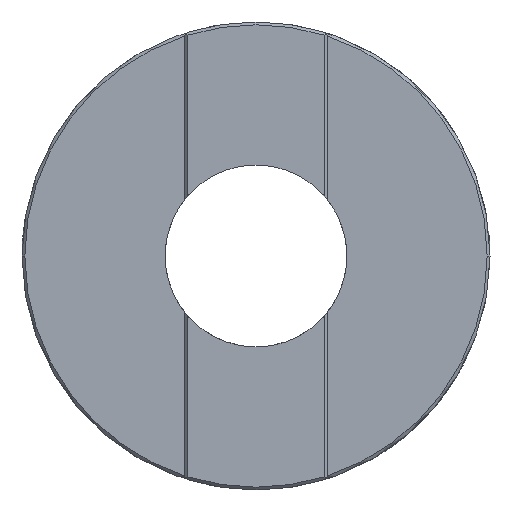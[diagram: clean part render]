
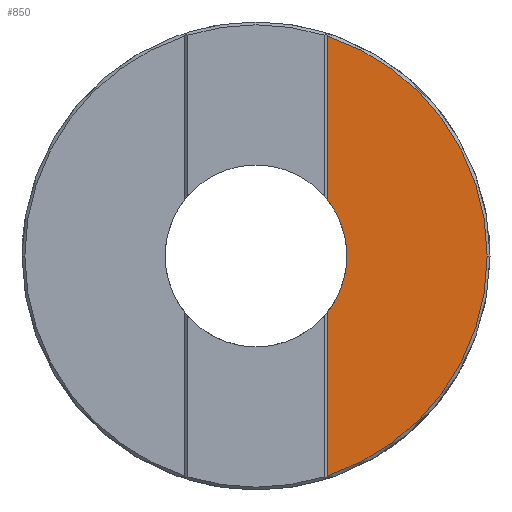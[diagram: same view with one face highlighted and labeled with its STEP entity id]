
A CAD part, left-side view. The second image highlights one B-rep face of the part: STEP entity #850.
In plain terms, the highlighted planar face has unit normal (-1, 0, 0).
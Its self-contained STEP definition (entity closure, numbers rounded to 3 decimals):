
#17 = FACE_OUTER_BOUND ( 'NONE', #470, .T. ) ;
#51 = CIRCLE ( 'NONE', #1069, 8. ) ;
#112 = DIRECTION ( 'NONE',  ( 0., 0., 1. ) ) ;
#266 = CARTESIAN_POINT ( 'NONE',  ( 32.994, 0., 0. ) ) ;
#287 = DIRECTION ( 'NONE',  ( -1., 0., 0. ) ) ;
#298 = DIRECTION ( 'NONE',  ( 0., 1., 0. ) ) ;
#385 = CARTESIAN_POINT ( 'NONE',  ( 32.994, 0., 0. ) ) ;
#470 = EDGE_LOOP ( 'NONE', ( #922, #924, #928, #931, #940 ) ) ;
#703 = VERTEX_POINT ( 'NONE', #1171 ) ;
#726 = AXIS2_PLACEMENT_3D ( 'NONE', #385, #1203, #1436 ) ;
#750 = EDGE_CURVE ( 'NONE', #1717, #1628, #51, .T. ) ;
#778 = CARTESIAN_POINT ( 'NONE',  ( 32.994, -6.261, -19.331 ) ) ;
#850 = ADVANCED_FACE ( 'NONE', ( #17 ), #1028, .T. ) ;
#882 = CARTESIAN_POINT ( 'NONE',  ( 32.994, -6.261, -19.331 ) ) ;
#916 = AXIS2_PLACEMENT_3D ( 'NONE', #1294, #1296, #1299 ) ;
#922 = ORIENTED_EDGE ( 'NONE', *, *, #1821, .F. ) ;
#924 = ORIENTED_EDGE ( 'NONE', *, *, #750, .F. ) ;
#928 = ORIENTED_EDGE ( 'NONE', *, *, #1794, .F. ) ;
#931 = ORIENTED_EDGE ( 'NONE', *, *, #1324, .T. ) ;
#940 = ORIENTED_EDGE ( 'NONE', *, *, #1829, .T. ) ;
#980 = AXIS2_PLACEMENT_3D ( 'NONE', #1017, #1029, #1030 ) ;
#1017 = CARTESIAN_POINT ( 'NONE',  ( 32.994, 0., 0. ) ) ;
#1028 = PLANE ( 'NONE',  #980 ) ;
#1029 = DIRECTION ( 'NONE',  ( -1., 0., 0. ) ) ;
#1030 = DIRECTION ( 'NONE',  ( 0., -1., 0. ) ) ;
#1069 = AXIS2_PLACEMENT_3D ( 'NONE', #266, #287, #298 ) ;
#1095 = CARTESIAN_POINT ( 'NONE',  ( 32.994, -6.261, 4.98 ) ) ;
#1171 = CARTESIAN_POINT ( 'NONE',  ( 32.994, -20.32, 0. ) ) ;
#1203 = DIRECTION ( 'NONE',  ( -1., 0., 0. ) ) ;
#1234 = VERTEX_POINT ( 'NONE', #1345 ) ;
#1294 = CARTESIAN_POINT ( 'NONE',  ( 32.994, 0., 0. ) ) ;
#1296 = DIRECTION ( 'NONE',  ( -1., 0., 0. ) ) ;
#1299 = DIRECTION ( 'NONE',  ( 0., -1., 0. ) ) ;
#1324 = EDGE_CURVE ( 'NONE', #1584, #703, #1844, .T. ) ;
#1345 = CARTESIAN_POINT ( 'NONE',  ( 32.994, -6.261, 19.331 ) ) ;
#1436 = DIRECTION ( 'NONE',  ( 0., -1., 0. ) ) ;
#1450 = CARTESIAN_POINT ( 'NONE',  ( 32.994, -6.261, -4.98 ) ) ;
#1473 = CIRCLE ( 'NONE', #726, 20.32 ) ;
#1475 = VECTOR ( 'NONE', #112, 1000. ) ;
#1494 = LINE ( 'NONE', #882, #1475 ) ;
#1524 = VECTOR ( 'NONE', #1549, 1000. ) ;
#1531 = LINE ( 'NONE', #1536, #1524 ) ;
#1536 = CARTESIAN_POINT ( 'NONE',  ( 32.994, -6.261, -19.331 ) ) ;
#1549 = DIRECTION ( 'NONE',  ( 0., 0., 1. ) ) ;
#1584 = VERTEX_POINT ( 'NONE', #778 ) ;
#1628 = VERTEX_POINT ( 'NONE', #1095 ) ;
#1717 = VERTEX_POINT ( 'NONE', #1450 ) ;
#1794 = EDGE_CURVE ( 'NONE', #1584, #1717, #1531, .T. ) ;
#1821 = EDGE_CURVE ( 'NONE', #1628, #1234, #1494, .T. ) ;
#1829 = EDGE_CURVE ( 'NONE', #703, #1234, #1473, .T. ) ;
#1844 = CIRCLE ( 'NONE', #916, 20.32 ) ;
